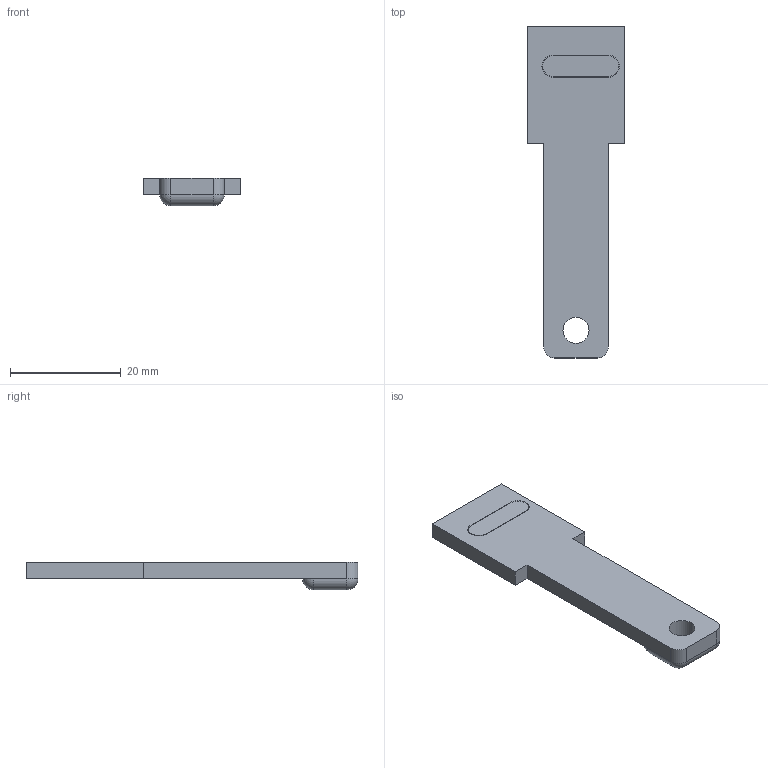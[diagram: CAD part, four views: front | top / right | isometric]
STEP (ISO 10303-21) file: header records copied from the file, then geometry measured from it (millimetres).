
FILE_DESCRIPTION (( 'STEP AP203' ), '1' );
FILE_NAME ('Vertical Servo Arm A.STEP', '2024-05-26T19:51:05', ( '' ), ( '' ), 'SwSTEP 2.0', 'SolidWorks 2024', '' );
FILE_SCHEMA (( 'CONFIG_CONTROL_DESIGN' ));
Length unit declared in the file: millimetre
Products named in the file (1): Vertical Servo Arm A
Bounding box: 17.7 x 60 x 5 mm (x, y, z)
Volume: 2541 mm3; surface area: 2384.5 mm2
Topology: 2 solids, 2 shells, 41 faces, 102 edges, 62 vertices
Faces by surface type: plane 20, cylinder 17, sphere 4
Entity records: 1271 total; most frequent: DIRECTION 218, CARTESIAN_POINT 202, ORIENTED_EDGE 196, EDGE_CURVE 98, AXIS2_PLACEMENT_3D 78, VERTEX_POINT 62, LINE 62, VECTOR 62
